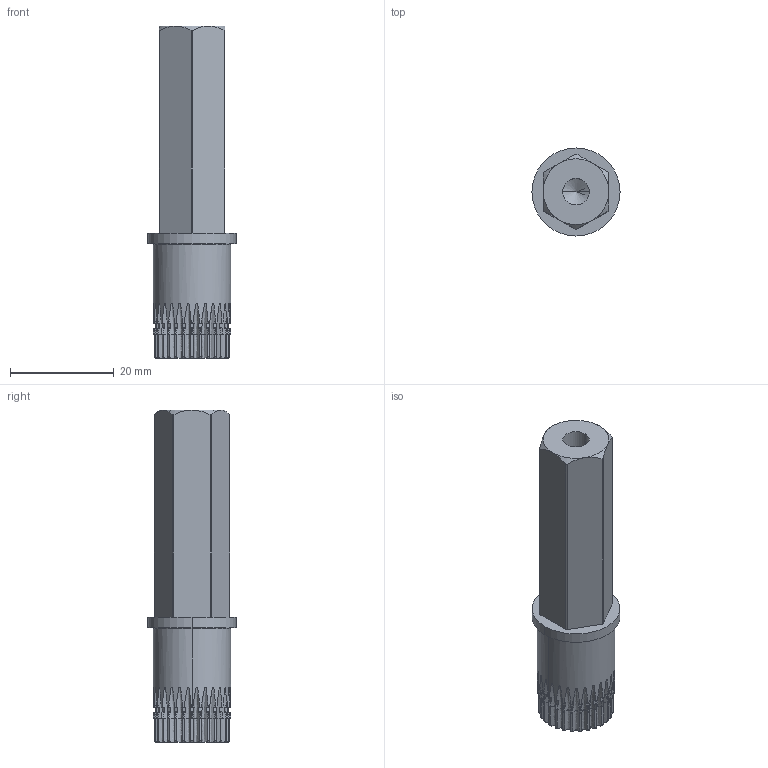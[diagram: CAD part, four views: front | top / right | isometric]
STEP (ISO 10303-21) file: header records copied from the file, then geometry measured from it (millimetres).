
FILE_DESCRIPTION (( 'STEP AP203' ), '1' );
FILE_NAME ('217-2625-003 Rev1.STEP', '2012-12-05T20:46:06', ( 'svradm' ), ( 'Microsoft' ), 'SwSTEP 2.0', 'SolidWorks 2012', '' );
FILE_SCHEMA (( 'CONFIG_CONTROL_DESIGN' ));
Length unit declared in the file: millimetre
Products named in the file (1): 217-2625-003 Rev1
Bounding box: 17 x 17 x 64.1 mm (x, y, z)
Volume: 9329 mm3; surface area: 3814.9 mm2
Topology: 1 solids, 1 shells, 457 faces, 1236 edges, 782 vertices
Faces by surface type: cone 120, cylinder 98, plane 94, torus 89, bspline 56
Entity records: 28751 total; most frequent: CARTESIAN_POINT 18346, ORIENTED_EDGE 2468, DIRECTION 1820, EDGE_CURVE 1234, AXIS2_PLACEMENT_3D 840, VERTEX_POINT 782, B_SPLINE_CURVE_WITH_KNOTS 656, EDGE_LOOP 460
